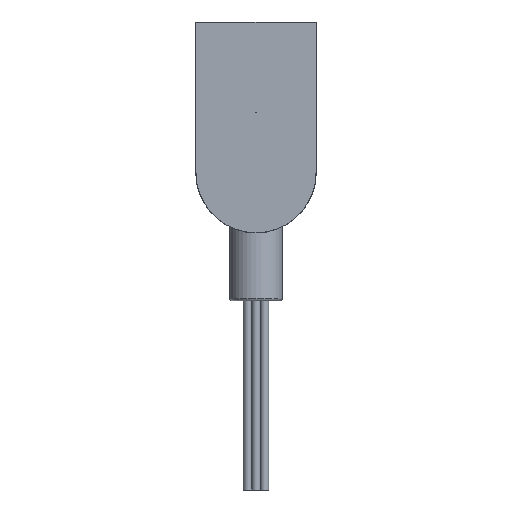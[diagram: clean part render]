
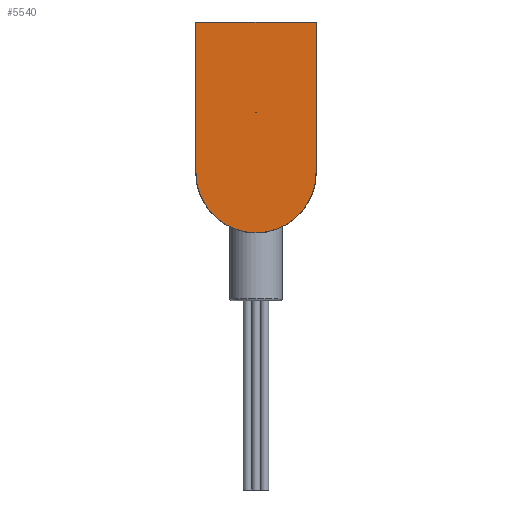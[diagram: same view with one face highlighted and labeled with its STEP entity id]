
A CAD part, front view. The second image highlights one B-rep face of the part: STEP entity #5540.
In plain terms, the highlighted planar face has unit normal (0, -1, 0).
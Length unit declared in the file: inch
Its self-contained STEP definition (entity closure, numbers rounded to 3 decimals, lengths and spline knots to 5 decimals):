
#131=FACE_BOUND($,#1173,.T.);
#233=CIRCLE($,#5886,0.001);
#238=CIRCLE($,#5899,0.498);
#800=FACE_OUTER_BOUND($,#1172,.T.);
#1172=EDGE_LOOP($,(#4097,#4098,#4099,#4100));
#1173=EDGE_LOOP($,(#4101));
#1700=LINE($,#9224,#2082);
#1701=LINE($,#9226,#2083);
#1702=LINE($,#9229,#2084);
#2082=VECTOR($,#6595,0.996);
#2083=VECTOR($,#6596,1.248);
#2084=VECTOR($,#6599,1.248);
#2431=VERTEX_POINT($,#8458);
#2521=VERTEX_POINT($,#9222);
#2522=VERTEX_POINT($,#9223);
#2523=VERTEX_POINT($,#9225);
#2524=VERTEX_POINT($,#9227);
#3040=EDGE_CURVE($,#2431,#2431,#233,.T.);
#3132=EDGE_CURVE($,#2521,#2522,#1700,.T.);
#3133=EDGE_CURVE($,#2522,#2523,#1701,.T.);
#3134=EDGE_CURVE($,#2523,#2524,#238,.T.);
#3135=EDGE_CURVE($,#2524,#2521,#1702,.T.);
#4097=ORIENTED_EDGE($,*,*,#3132,.T.);
#4098=ORIENTED_EDGE($,*,*,#3133,.T.);
#4099=ORIENTED_EDGE($,*,*,#3134,.T.);
#4100=ORIENTED_EDGE($,*,*,#3135,.T.);
#4101=ORIENTED_EDGE($,*,*,#3040,.F.);
#5276=PLANE($,#5898);
#5540=ADVANCED_FACE($,(#800,#131),#5276,.F.);
#5886=AXIS2_PLACEMENT_3D($,#8459,#6521,#6522);
#5898=AXIS2_PLACEMENT_3D($,#9221,#6593,#6594);
#5899=AXIS2_PLACEMENT_3D($,#9228,#6597,#6598);
#6521=DIRECTION('center_axis',(0.,-1.,0.));
#6522=DIRECTION('ref_axis',(-1.,0.,0.));
#6593=DIRECTION('center_axis',(0.,1.,0.));
#6594=DIRECTION('ref_axis',(-1.,0.,0.));
#6595=DIRECTION($,(-1.,0.,0.));
#6596=DIRECTION($,(0.,0.,-1.));
#6597=DIRECTION('center_axis',(0.,-1.,0.));
#6598=DIRECTION('ref_axis',(-1.,0.,0.));
#6599=DIRECTION($,(0.,0.,1.));
#8458=CARTESIAN_POINT('',(0.001,-0.2785,0.));
#8459=CARTESIAN_POINT('Origin',(0.,-0.2785,0.));
#9221=CARTESIAN_POINT('Origin',(0.,-0.2785,-0.5));
#9222=CARTESIAN_POINT('',(0.498,-0.2785,0.748));
#9223=CARTESIAN_POINT('',(-0.498,-0.2785,0.748));
#9224=CARTESIAN_POINT($,(0.,-0.2785,0.748));
#9225=CARTESIAN_POINT('',(-0.498,-0.2785,-0.5));
#9226=CARTESIAN_POINT($,(-0.498,-0.2785,-0.5));
#9227=CARTESIAN_POINT('',(0.498,-0.2785,-0.5));
#9228=CARTESIAN_POINT('Origin',(0.,-0.2785,-0.5));
#9229=CARTESIAN_POINT($,(0.498,-0.2785,-0.5));
